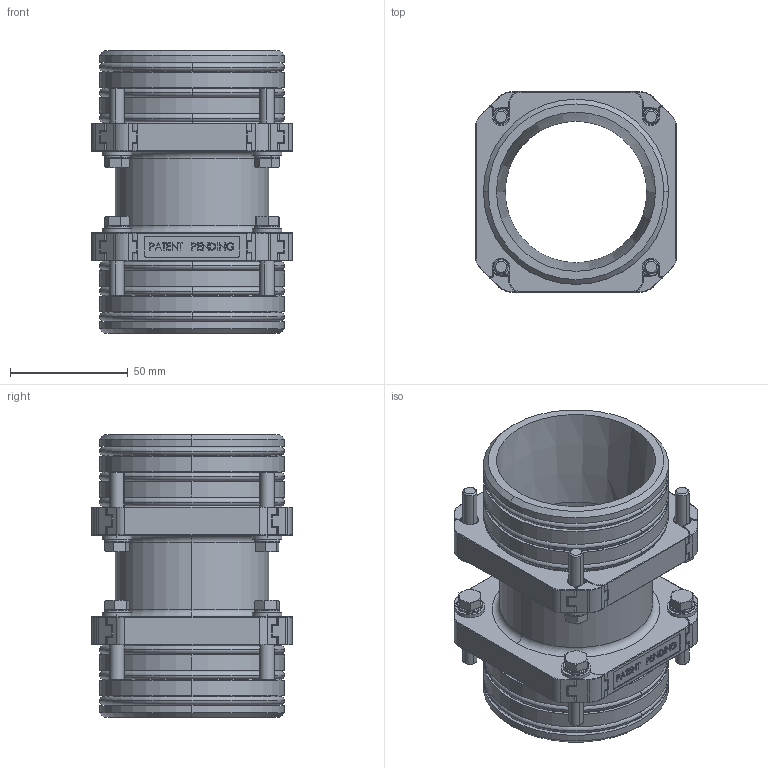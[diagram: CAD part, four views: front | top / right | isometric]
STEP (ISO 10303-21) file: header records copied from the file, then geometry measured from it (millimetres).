
FILE_DESCRIPTION (( 'STEP AP203' ), '1' );
FILE_NAME ('AR210.080.080.STEP', '2019-01-18T08:10:44', ( 'Localadmin' ), ( 'Microsoft' ), 'SwSTEP 2.0', 'SolidWorks 2018', '' );
FILE_SCHEMA (( 'CONFIG_CONTROL_DESIGN' ));
Length unit declared in the file: millimetre
Products named in the file (8): GUARNIZIONI OR_OR 174; VITI TE UNI 5739_M6x30 UNI 5739; AR000.000.013; AR000.000.014; RONDELLE UNI 6592_6.4x12.5 UNI 6592; DIN 6905-5.5-FSt_DIN 6905-5.5-FSt; AR210.080.080; AR210.080.080-L
Assembly tree (47 placements, depth 2):
  AR210.080.080
    AR210.080.080-L
    GUARNIZIONI OR_OR 174  x6
    VITI TE UNI 5739_M6x30 UNI 5739  x8
    AR000.000.013  x8
    AR000.000.014  x8
    RONDELLE UNI 6592_6.4x12.5 UNI 6592  x8
    DIN 6905-5.5-FSt_DIN 6905-5.5-FSt  x8
Bounding box: 85 x 85 x 120 mm (x, y, z)
Volume: 210201.3 mm3; surface area: 107850.8 mm2
Topology: 47 solids, 47 shells, 2765 faces, 6421 edges, 3554 vertices
Faces by surface type: cylinder 1120, plane 653, torus 540, sphere 216, bspline 140, cone 96
Entity records: 32804 total; most frequent: CARTESIAN_POINT 7825, DIRECTION 5180, ORIENTED_EDGE 4656, EDGE_CURVE 2328, AXIS2_PLACEMENT_3D 2030, VERTEX_POINT 1371, LINE 1120, VECTOR 1120
